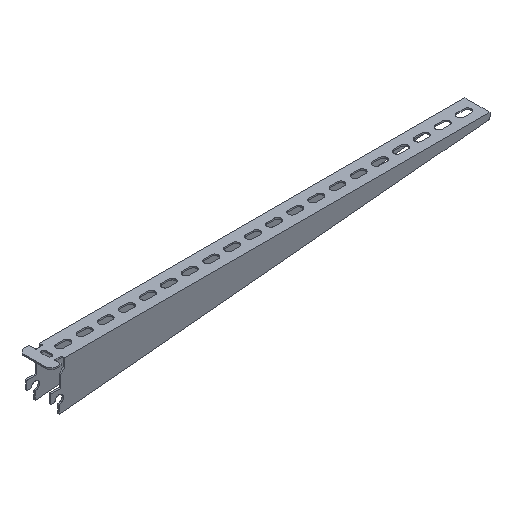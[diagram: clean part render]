
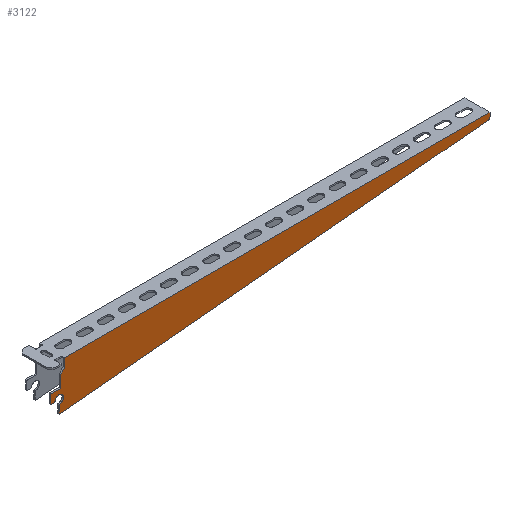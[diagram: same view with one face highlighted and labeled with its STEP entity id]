
A CAD part, isometric view. The second image highlights one B-rep face of the part: STEP entity #3122.
In plain terms, the highlighted planar face has unit normal (0, -1, 0).
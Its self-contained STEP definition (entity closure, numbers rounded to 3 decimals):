
#131=FACE_OUTER_BOUND('',#325,.T.);
#325=EDGE_LOOP('',(#2254,#2255,#2256,#2257,#2258,#2259,#2260,#2261,#2262,
#2263,#2264,#2265,#2266,#2267,#2268,#2269,#2270,#2271,#2272,#2273,#2274));
#594=CIRCLE('',#3420,1.);
#595=CIRCLE('',#3421,1.);
#596=CIRCLE('',#3422,0.5);
#597=CIRCLE('',#3423,0.5);
#598=CIRCLE('',#3424,0.5);
#599=CIRCLE('',#3425,1.);
#600=CIRCLE('',#3426,6.);
#601=CIRCLE('',#3427,1.);
#602=CIRCLE('',#3428,3.);
#622=LINE('',#4520,#932);
#757=LINE('',#5021,#1067);
#758=LINE('',#5025,#1068);
#759=LINE('',#5029,#1069);
#760=LINE('',#5033,#1070);
#761=LINE('',#5037,#1071);
#762=LINE('',#5045,#1072);
#763=LINE('',#5047,#1073);
#764=LINE('',#5051,#1074);
#765=LINE('',#5052,#1075);
#766=LINE('',#5054,#1076);
#767=LINE('',#5055,#1077);
#932=VECTOR('',#3614,10.);
#1067=VECTOR('',#3989,10.);
#1068=VECTOR('',#3992,10.);
#1069=VECTOR('',#3995,10.);
#1070=VECTOR('',#3998,10.);
#1071=VECTOR('',#4001,10.);
#1072=VECTOR('',#4008,10.);
#1073=VECTOR('',#4009,10.);
#1074=VECTOR('',#4012,10.);
#1075=VECTOR('',#4013,10.);
#1076=VECTOR('',#4014,10.);
#1077=VECTOR('',#4015,10.);
#1250=VERTEX_POINT('',#4517);
#1251=VERTEX_POINT('',#4519);
#1495=VERTEX_POINT('',#5017);
#1496=VERTEX_POINT('',#5018);
#1497=VERTEX_POINT('',#5020);
#1498=VERTEX_POINT('',#5022);
#1499=VERTEX_POINT('',#5024);
#1500=VERTEX_POINT('',#5026);
#1501=VERTEX_POINT('',#5028);
#1502=VERTEX_POINT('',#5030);
#1503=VERTEX_POINT('',#5032);
#1504=VERTEX_POINT('',#5034);
#1505=VERTEX_POINT('',#5036);
#1506=VERTEX_POINT('',#5038);
#1507=VERTEX_POINT('',#5040);
#1508=VERTEX_POINT('',#5042);
#1509=VERTEX_POINT('',#5044);
#1510=VERTEX_POINT('',#5046);
#1511=VERTEX_POINT('',#5048);
#1512=VERTEX_POINT('',#5050);
#1513=VERTEX_POINT('',#5053);
#1550=EDGE_CURVE('',#1250,#1251,#622,.T.);
#1799=EDGE_CURVE('',#1495,#1496,#594,.T.);
#1800=EDGE_CURVE('',#1497,#1495,#757,.T.);
#1801=EDGE_CURVE('',#1498,#1497,#595,.T.);
#1802=EDGE_CURVE('',#1499,#1498,#758,.T.);
#1803=EDGE_CURVE('',#1500,#1499,#596,.T.);
#1804=EDGE_CURVE('',#1501,#1500,#759,.T.);
#1805=EDGE_CURVE('',#1502,#1501,#597,.T.);
#1806=EDGE_CURVE('',#1503,#1502,#760,.T.);
#1807=EDGE_CURVE('',#1504,#1503,#598,.T.);
#1808=EDGE_CURVE('',#1505,#1504,#761,.T.);
#1809=EDGE_CURVE('',#1506,#1505,#599,.T.);
#1810=EDGE_CURVE('',#1507,#1506,#600,.T.);
#1811=EDGE_CURVE('',#1508,#1507,#601,.T.);
#1812=EDGE_CURVE('',#1509,#1508,#762,.T.);
#1813=EDGE_CURVE('',#1510,#1509,#763,.T.);
#1814=EDGE_CURVE('',#1511,#1510,#602,.T.);
#1815=EDGE_CURVE('',#1512,#1511,#764,.T.);
#1816=EDGE_CURVE('',#1251,#1512,#765,.T.);
#1817=EDGE_CURVE('',#1513,#1250,#766,.T.);
#1818=EDGE_CURVE('',#1496,#1513,#767,.T.);
#2254=ORIENTED_EDGE('',*,*,#1799,.F.);
#2255=ORIENTED_EDGE('',*,*,#1800,.F.);
#2256=ORIENTED_EDGE('',*,*,#1801,.F.);
#2257=ORIENTED_EDGE('',*,*,#1802,.F.);
#2258=ORIENTED_EDGE('',*,*,#1803,.F.);
#2259=ORIENTED_EDGE('',*,*,#1804,.F.);
#2260=ORIENTED_EDGE('',*,*,#1805,.F.);
#2261=ORIENTED_EDGE('',*,*,#1806,.F.);
#2262=ORIENTED_EDGE('',*,*,#1807,.F.);
#2263=ORIENTED_EDGE('',*,*,#1808,.F.);
#2264=ORIENTED_EDGE('',*,*,#1809,.F.);
#2265=ORIENTED_EDGE('',*,*,#1810,.F.);
#2266=ORIENTED_EDGE('',*,*,#1811,.F.);
#2267=ORIENTED_EDGE('',*,*,#1812,.F.);
#2268=ORIENTED_EDGE('',*,*,#1813,.F.);
#2269=ORIENTED_EDGE('',*,*,#1814,.F.);
#2270=ORIENTED_EDGE('',*,*,#1815,.F.);
#2271=ORIENTED_EDGE('',*,*,#1816,.F.);
#2272=ORIENTED_EDGE('',*,*,#1550,.F.);
#2273=ORIENTED_EDGE('',*,*,#1817,.F.);
#2274=ORIENTED_EDGE('',*,*,#1818,.F.);
#2887=PLANE('',#3419);
#3122=ADVANCED_FACE('',(#131),#2887,.T.);
#3419=AXIS2_PLACEMENT_3D('',#5016,#3985,#3986);
#3420=AXIS2_PLACEMENT_3D('',#5019,#3987,#3988);
#3421=AXIS2_PLACEMENT_3D('',#5023,#3990,#3991);
#3422=AXIS2_PLACEMENT_3D('',#5027,#3993,#3994);
#3423=AXIS2_PLACEMENT_3D('',#5031,#3996,#3997);
#3424=AXIS2_PLACEMENT_3D('',#5035,#3999,#4000);
#3425=AXIS2_PLACEMENT_3D('',#5039,#4002,#4003);
#3426=AXIS2_PLACEMENT_3D('',#5041,#4004,#4005);
#3427=AXIS2_PLACEMENT_3D('',#5043,#4006,#4007);
#3428=AXIS2_PLACEMENT_3D('',#5049,#4010,#4011);
#3614=DIRECTION('',(1.,0.,0.));
#3985=DIRECTION('center_axis',(0.,-1.,0.));
#3986=DIRECTION('ref_axis',(1.,0.,0.));
#3987=DIRECTION('center_axis',(0.,-1.,0.));
#3988=DIRECTION('ref_axis',(0.707,0.,-0.707));
#3989=DIRECTION('',(0.707,0.,0.707));
#3990=DIRECTION('center_axis',(0.,1.,0.));
#3991=DIRECTION('ref_axis',(0.707,0.,-0.707));
#3992=DIRECTION('',(0.,0.,1.));
#3993=DIRECTION('center_axis',(0.,-1.,0.));
#3994=DIRECTION('ref_axis',(0.,0.,-1.));
#3995=DIRECTION('',(1.,0.,0.));
#3996=DIRECTION('center_axis',(0.,1.,0.));
#3997=DIRECTION('ref_axis',(0.,0.,-1.));
#3998=DIRECTION('',(0.,0.,1.));
#3999=DIRECTION('center_axis',(0.,1.,0.));
#4000=DIRECTION('ref_axis',(1.,0.,0.));
#4001=DIRECTION('',(-1.,0.,0.));
#4002=DIRECTION('center_axis',(0.,1.,0.));
#4003=DIRECTION('ref_axis',(0.,0.,1.));
#4004=DIRECTION('center_axis',(0.,-1.,0.));
#4005=DIRECTION('ref_axis',(0.143,0.,-0.99));
#4006=DIRECTION('center_axis',(0.,1.,0.));
#4007=DIRECTION('ref_axis',(0.143,0.,-0.99));
#4008=DIRECTION('',(0.,0.,1.));
#4009=DIRECTION('',(-0.996,0.,-0.093));
#4010=DIRECTION('center_axis',(0.,1.,0.));
#4011=DIRECTION('ref_axis',(0.739,0.,-0.673));
#4012=DIRECTION('',(0.,0.,-1.));
#4013=DIRECTION('',(0.,0.,-1.));
#4014=DIRECTION('',(0.,0.,1.));
#4015=DIRECTION('',(0.,0.,1.));
#4517=CARTESIAN_POINT('',(25.,-17.978,2.));
#4519=CARTESIAN_POINT('',(630.,-17.978,2.));
#4520=CARTESIAN_POINT('',(268.736,-17.978,2.));
#5016=CARTESIAN_POINT('Origin',(268.736,-17.978,16.502));
#5017=CARTESIAN_POINT('',(24.707,-17.978,-9.791));
#5018=CARTESIAN_POINT('',(25.,-17.978,-9.084));
#5019=CARTESIAN_POINT('Origin',(24.,-17.978,-9.084));
#5020=CARTESIAN_POINT('',(19.293,-17.978,-15.205));
#5021=CARTESIAN_POINT('',(19.293,-17.978,-15.205));
#5022=CARTESIAN_POINT('',(19.,-17.978,-15.912));
#5023=CARTESIAN_POINT('Origin',(20.,-17.978,-15.912));
#5024=CARTESIAN_POINT('',(19.,-17.978,-31.998));
#5025=CARTESIAN_POINT('',(19.,-17.978,-31.998));
#5026=CARTESIAN_POINT('',(18.5,-17.978,-32.498));
#5027=CARTESIAN_POINT('Origin',(18.5,-17.978,-31.998));
#5028=CARTESIAN_POINT('',(5.5,-17.978,-32.498));
#5029=CARTESIAN_POINT('',(5.5,-17.978,-32.498));
#5030=CARTESIAN_POINT('',(5.,-17.978,-32.998));
#5031=CARTESIAN_POINT('Origin',(5.5,-17.978,-32.998));
#5032=CARTESIAN_POINT('',(5.,-17.978,-44.998));
#5033=CARTESIAN_POINT('',(5.,-17.978,-44.998));
#5034=CARTESIAN_POINT('',(5.5,-17.978,-45.498));
#5035=CARTESIAN_POINT('Origin',(5.5,-17.978,-44.998));
#5036=CARTESIAN_POINT('',(10.072,-17.978,-45.498));
#5037=CARTESIAN_POINT('',(10.072,-17.978,-45.498));
#5038=CARTESIAN_POINT('',(11.062,-17.978,-44.641));
#5039=CARTESIAN_POINT('Origin',(10.072,-17.978,-44.498));
#5040=CARTESIAN_POINT('',(17.857,-17.978,-51.437));
#5041=CARTESIAN_POINT('Origin',(17.,-17.978,-45.498));
#5042=CARTESIAN_POINT('',(17.,-17.978,-52.426));
#5043=CARTESIAN_POINT('Origin',(18.,-17.978,-52.426));
#5044=CARTESIAN_POINT('',(17.,-17.978,-63.498));
#5045=CARTESIAN_POINT('',(17.,-17.978,-63.498));
#5046=CARTESIAN_POINT('',(627.28,-17.978,-6.253));
#5047=CARTESIAN_POINT('',(630.,-17.978,-5.998));
#5048=CARTESIAN_POINT('',(630.,-17.978,-3.266));
#5049=CARTESIAN_POINT('Origin',(627.,-17.978,-3.266));
#5050=CARTESIAN_POINT('',(630.,-17.978,-2.));
#5051=CARTESIAN_POINT('',(630.,-17.978,16.502));
#5052=CARTESIAN_POINT('',(630.,-17.978,11.001));
#5053=CARTESIAN_POINT('',(25.,-17.978,-2.));
#5054=CARTESIAN_POINT('',(25.,-17.978,7.251));
#5055=CARTESIAN_POINT('',(25.,-17.978,-9.084));
